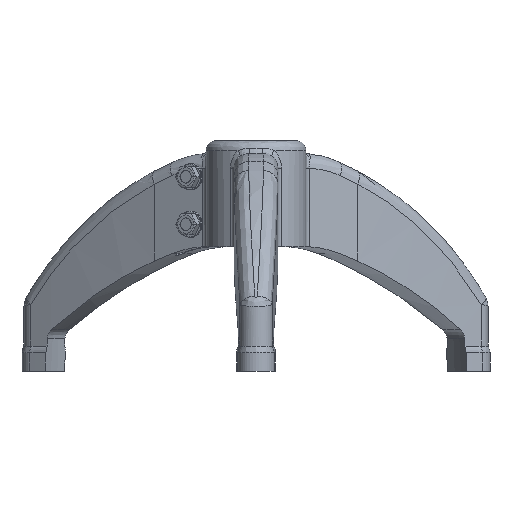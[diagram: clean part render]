
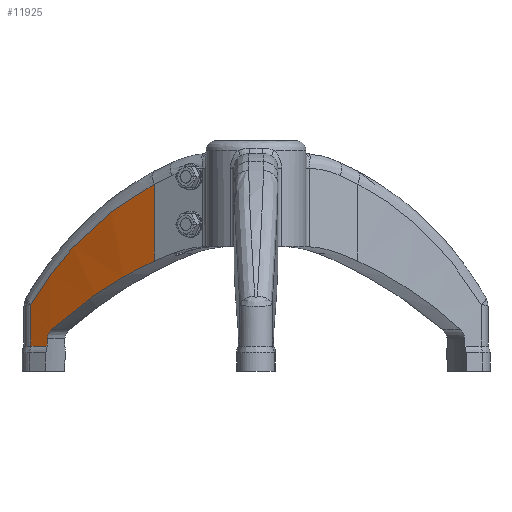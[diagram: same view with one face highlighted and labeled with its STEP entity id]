
A CAD part, front view. The second image highlights one B-rep face of the part: STEP entity #11925.
In plain terms, the highlighted cylindrical face has radius 1500 mm (diameter 3000 mm), a partial arc.
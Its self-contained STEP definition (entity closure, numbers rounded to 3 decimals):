
#66 = CARTESIAN_POINT ( 'NONE',  ( -164.119, 78.169, 33.46 ) ) ;
#235 = VERTEX_POINT ( 'NONE', #4224 ) ;
#300 = CYLINDRICAL_SURFACE ( 'NONE', #1330, 1500. ) ;
#446 = CARTESIAN_POINT ( 'NONE',  ( -167.361, 80.337, 26.08 ) ) ;
#647 = CARTESIAN_POINT ( 'NONE',  ( -118.032, 48.625, 68.819 ) ) ;
#738 = DIRECTION ( 'NONE',  ( 1., 0., 0. ) ) ;
#799 = CARTESIAN_POINT ( 'NONE',  ( -86.769, 29.889, 147.487 ) ) ;
#809 = LINE ( 'NONE', #5192, #10445 ) ;
#836 = CARTESIAN_POINT ( 'NONE',  ( -167.616, 80.508, 20.268 ) ) ;
#877 = CARTESIAN_POINT ( 'NONE',  ( -129.681, 55.866, 116.638 ) ) ;
#1123 = CARTESIAN_POINT ( 'NONE',  ( -166.996, 80.092, 28.54 ) ) ;
#1169 = CARTESIAN_POINT ( 'NONE',  ( -165.019, 78.769, 32.508 ) ) ;
#1330 = AXIS2_PLACEMENT_3D ( 'NONE', #7217, #9525, #738 ) ;
#1449 = EDGE_CURVE ( 'NONE', #10179, #235, #11544, .T. ) ;
#1574 = CARTESIAN_POINT ( 'NONE',  ( -180.556, 89.29, 185. ) ) ;
#1644 = CARTESIAN_POINT ( 'NONE',  ( -123.255, 51.854, 65.457 ) ) ;
#1725 = CARTESIAN_POINT ( 'NONE',  ( -158.67, 74.549, 85.65 ) ) ;
#1769 = CARTESIAN_POINT ( 'NONE',  ( -180.556, 89.29, 53.466 ) ) ;
#1807 = CARTESIAN_POINT ( 'NONE',  ( 668.272, 1326.016, 20.268 ) ) ;
#1923 = ORIENTED_EDGE ( 'NONE', *, *, #10575, .T. ) ;
#2013 = CARTESIAN_POINT ( 'NONE',  ( -166.68, 79.88, 29.551 ) ) ;
#2320 = VECTOR ( 'NONE', #7393, 1000. ) ;
#2420 = CARTESIAN_POINT ( 'NONE',  ( -180.556, 89.29, 20.268 ) ) ;
#2574 = CARTESIAN_POINT ( 'NONE',  ( -107.424, 42.15, 75.229 ) ) ;
#2620 = CARTESIAN_POINT ( 'NONE',  ( -81.728, 26.978, 88.398 ) ) ;
#2649 = CARTESIAN_POINT ( 'NONE',  ( -151.125, 69.595, 94.752 ) ) ;
#2777 = CARTESIAN_POINT ( 'NONE',  ( -136.78, 60.358, 109.938 ) ) ;
#3273 = EDGE_CURVE ( 'NONE', #4244, #6640, #7534, .T. ) ;
#3654 = CARTESIAN_POINT ( 'NONE',  ( -108.42, 42.759, 133.686 ) ) ;
#3727 = CARTESIAN_POINT ( 'NONE',  ( -91.707, 32.779, 144.648 ) ) ;
#3863 = B_SPLINE_CURVE_WITH_KNOTS ( 'NONE', 3,
 ( #8173, #12323, #8379, #446 ),
 .UNSPECIFIED., .F., .F.,
 ( 4, 4 ),
 ( 0., 1. ),
 .UNSPECIFIED. ) ;
#3880 = EDGE_CURVE ( 'NONE', #4776, #4244, #11699, .T. ) ;
#3899 = EDGE_CURVE ( 'NONE', #6640, #7573, #9028, .T. ) ;
#4224 = CARTESIAN_POINT ( 'NONE',  ( -164.119, 78.169, 33.46 ) ) ;
#4244 = VERTEX_POINT ( 'NONE', #7528 ) ;
#4370 = DIRECTION ( 'NONE',  ( 0., 0., -1. ) ) ;
#4622 = CARTESIAN_POINT ( 'NONE',  ( -126.439, 53.837, 119.491 ) ) ;
#4751 = CARTESIAN_POINT ( 'NONE',  ( -141.22, 63.183, 105.594 ) ) ;
#4776 = VERTEX_POINT ( 'NONE', #7171 ) ;
#5037 = CARTESIAN_POINT ( 'NONE',  ( -166.901, 80.029, 28.88 ) ) ;
#5192 = CARTESIAN_POINT ( 'NONE',  ( -81.728, 26.978, 185. ) ) ;
#5441 = EDGE_CURVE ( 'NONE', #235, #10495, #7854, .T. ) ;
#5451 = CARTESIAN_POINT ( 'NONE',  ( -131.868, 57.221, 59.707 ) ) ;
#5575 = EDGE_LOOP ( 'NONE', ( #11389, #8084, #7470, #10936, #11131, #8472, #1923 ) ) ;
#5613 = CARTESIAN_POINT ( 'NONE',  ( -109.585, 43.465, 132.85 ) ) ;
#5655 = CARTESIAN_POINT ( 'NONE',  ( -106.669, 41.7, 134.932 ) ) ;
#5733 = CARTESIAN_POINT ( 'NONE',  ( -133.385, 58.204, 113.198 ) ) ;
#5939 = AXIS2_PLACEMENT_3D ( 'NONE', #1807, #10617, #11592 ) ;
#6030 = CARTESIAN_POINT ( 'NONE',  ( -165.226, 78.907, 32.244 ) ) ;
#6119 = CARTESIAN_POINT ( 'NONE',  ( -81.728, 26.978, 88.398 ) ) ;
#6581 = CARTESIAN_POINT ( 'NONE',  ( -153.045, 70.85, 92.515 ) ) ;
#6640 = VERTEX_POINT ( 'NONE', #2420 ) ;
#6664 = CARTESIAN_POINT ( 'NONE',  ( -115.366, 46.977, 128.623 ) ) ;
#6704 = CARTESIAN_POINT ( 'NONE',  ( -110.167, 43.818, 132.428 ) ) ;
#6961 = CARTESIAN_POINT ( 'NONE',  ( -167.361, 80.337, 26.08 ) ) ;
#6990 = EDGE_CURVE ( 'NONE', #4776, #10495, #809, .T. ) ;
#7171 = CARTESIAN_POINT ( 'NONE',  ( -81.728, 26.978, 150.141 ) ) ;
#7217 = CARTESIAN_POINT ( 'NONE',  ( 668.272, 1326.016, 185. ) ) ;
#7393 = DIRECTION ( 'NONE',  ( 0., 0., -1. ) ) ;
#7468 = CARTESIAN_POINT ( 'NONE',  ( -116.279, 47.547, 69.915 ) ) ;
#7470 = ORIENTED_EDGE ( 'NONE', *, *, #6990, .F. ) ;
#7528 = CARTESIAN_POINT ( 'NONE',  ( -180.556, 89.29, 53.466 ) ) ;
#7534 = LINE ( 'NONE', #1574, #2320 ) ;
#7542 = CARTESIAN_POINT ( 'NONE',  ( -102.549, 39.219, 137.779 ) ) ;
#7573 = VERTEX_POINT ( 'NONE', #836 ) ;
#7583 = CARTESIAN_POINT ( 'NONE',  ( -156.818, 73.327, 87.963 ) ) ;
#7660 = CARTESIAN_POINT ( 'NONE',  ( -174.454, 85.103, 63.94 ) ) ;
#7825 = CARTESIAN_POINT ( 'NONE',  ( -164.586, 78.48, 33.005 ) ) ;
#7854 = B_SPLINE_CURVE_WITH_KNOTS ( 'NONE', 3,
 ( #11274, #10336, #11365, #11322, #5451, #1644, #9476, #647, #7468, #8447, #2574, #10420, #11406, #2620 ),
 .UNSPECIFIED., .F., .F.,
 ( 4, 2, 2, 2, 2, 2, 4 ),
 ( 0., 0.028, 0.056, 0.063, 0.07, 0.084, 0.112 ),
 .UNSPECIFIED. ) ;
#8084 = ORIENTED_EDGE ( 'NONE', *, *, #5441, .T. ) ;
#8173 = CARTESIAN_POINT ( 'NONE',  ( -167.616, 80.508, 20.268 ) ) ;
#8379 = CARTESIAN_POINT ( 'NONE',  ( -167.446, 80.394, 24.143 ) ) ;
#8447 = CARTESIAN_POINT ( 'NONE',  ( -110.989, 44.311, 73.147 ) ) ;
#8472 = ORIENTED_EDGE ( 'NONE', *, *, #3899, .T. ) ;
#8564 = CARTESIAN_POINT ( 'NONE',  ( -167.772, 80.582, 73.884 ) ) ;
#8647 = CARTESIAN_POINT ( 'NONE',  ( -135.219, 59.366, 111.451 ) ) ;
#8813 = CARTESIAN_POINT ( 'NONE',  ( -164.358, 78.328, 33.24 ) ) ;
#8860 = CARTESIAN_POINT ( 'NONE',  ( -165.806, 79.295, 31.418 ) ) ;
#9028 = CIRCLE ( 'NONE', #5939, 1500. ) ;
#9137 = CARTESIAN_POINT ( 'NONE',  ( -167.361, 80.337, 26.08 ) ) ;
#9465 = CARTESIAN_POINT ( 'NONE',  ( -136.908, 60.44, 109.813 ) ) ;
#9476 = CARTESIAN_POINT ( 'NONE',  ( -121.52, 50.778, 66.59 ) ) ;
#9508 = CARTESIAN_POINT ( 'NONE',  ( -136.52, 60.193, 110.191 ) ) ;
#9525 = DIRECTION ( 'NONE',  ( 0., 0., 1. ) ) ;
#9623 = CARTESIAN_POINT ( 'NONE',  ( -145.263, 65.785, 101.349 ) ) ;
#10179 = VERTEX_POINT ( 'NONE', #9137 ) ;
#10336 = CARTESIAN_POINT ( 'NONE',  ( -157.957, 74.058, 39.143 ) ) ;
#10420 = CARTESIAN_POINT ( 'NONE',  ( -96.614, 35.66, 81.253 ) ) ;
#10445 = VECTOR ( 'NONE', #4370, 1000. ) ;
#10454 = CARTESIAN_POINT ( 'NONE',  ( -81.728, 26.978, 150.141 ) ) ;
#10495 = VERTEX_POINT ( 'NONE', #6119 ) ;
#10575 = EDGE_CURVE ( 'NONE', #7573, #10179, #3863, .T. ) ;
#10577 = CARTESIAN_POINT ( 'NONE',  ( -98.961, 37.078, 140.115 ) ) ;
#10617 = DIRECTION ( 'NONE',  ( 0., 0., 1. ) ) ;
#10744 = CARTESIAN_POINT ( 'NONE',  ( -166.554, 79.796, 29.878 ) ) ;
#10825 = CARTESIAN_POINT ( 'NONE',  ( -167.233, 80.251, 27.508 ) ) ;
#10849 = FACE_OUTER_BOUND ( 'NONE', #5575, .T. ) ;
#10936 = ORIENTED_EDGE ( 'NONE', *, *, #3880, .T. ) ;
#11131 = ORIENTED_EDGE ( 'NONE', *, *, #3273, .T. ) ;
#11274 = CARTESIAN_POINT ( 'NONE',  ( -164.119, 78.169, 33.46 ) ) ;
#11322 = CARTESIAN_POINT ( 'NONE',  ( -138.572, 61.476, 54.836 ) ) ;
#11365 = CARTESIAN_POINT ( 'NONE',  ( -151.616, 69.894, 44.554 ) ) ;
#11389 = ORIENTED_EDGE ( 'NONE', *, *, #1449, .T. ) ;
#11406 = CARTESIAN_POINT ( 'NONE',  ( -89.251, 31.322, 84.975 ) ) ;
#11482 = CARTESIAN_POINT ( 'NONE',  ( -119.866, 49.747, 125.071 ) ) ;
#11544 = B_SPLINE_CURVE_WITH_KNOTS ( 'NONE', 3,
 ( #6961, #11845, #10825, #1123, #5037, #2013, #10744, #11894, #8860, #6030, #1169, #7825, #8813, #66 ),
 .UNSPECIFIED., .F., .F.,
 ( 4, 2, 2, 2, 2, 2, 4 ),
 ( 0., 0.002, 0.003, 0.004, 0.006, 0.007, 0.009 ),
 .UNSPECIFIED. ) ;
#11592 = DIRECTION ( 'NONE',  ( 1., 0., 0. ) ) ;
#11699 = B_SPLINE_CURVE_WITH_KNOTS ( 'NONE', 3,
 ( #10454, #799, #3727, #10577, #7542, #5655, #3654, #5613, #6704, #6664, #11482, #4622, #877, #5733, #8647, #12455, #9508, #2777, #9465, #4751, #9623, #2649, #6581, #7583, #1725, #8564, #7660, #1769 ),
 .UNSPECIFIED., .F., .F.,
 ( 4, 2, 1, 1, 2, 2, 2, 1, 1, 1, 1, 2, 2, 2, 2, 2, 4 ),
 ( 0., 0.125, 0.188, 0.219, 0.234, 0.25, 0.375, 0.438, 0.469, 0.484, 0.492, 0.496, 0.5, 0.625, 0.688, 0.75, 1. ),
 .UNSPECIFIED. ) ;
#11845 = CARTESIAN_POINT ( 'NONE',  ( -167.329, 80.316, 26.803 ) ) ;
#11894 = CARTESIAN_POINT ( 'NONE',  ( -166.137, 79.517, 30.827 ) ) ;
#11925 = ADVANCED_FACE ( 'NONE', ( #10849 ), #300, .T. ) ;
#12323 = CARTESIAN_POINT ( 'NONE',  ( -167.531, 80.451, 22.205 ) ) ;
#12455 = CARTESIAN_POINT ( 'NONE',  ( -136.13, 59.945, 110.57 ) ) ;
